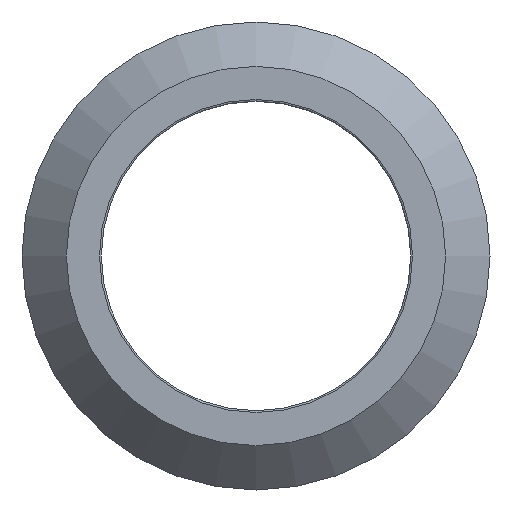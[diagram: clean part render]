
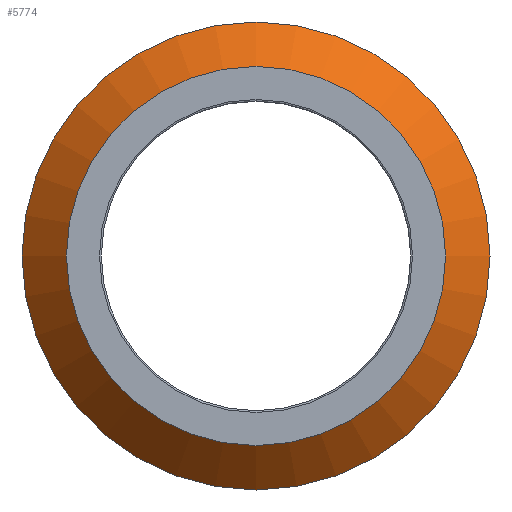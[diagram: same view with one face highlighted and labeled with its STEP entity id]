
A CAD part, left-side view. The second image highlights one B-rep face of the part: STEP entity #5774.
In plain terms, the highlighted conical face has half-angle 45 degrees and reference radius 15.126 mm.
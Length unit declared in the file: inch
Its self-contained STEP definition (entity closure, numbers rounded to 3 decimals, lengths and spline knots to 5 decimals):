
#14=CONICAL_SURFACE('',#6203,0.5955,0.785);
#673=FACE_OUTER_BOUND('',#1024,.T.);
#1024=EDGE_LOOP('',(#5396,#5397,#5398,#5399,#5400,#5401));
#1431=CIRCLE('',#6172,0.658);
#1432=CIRCLE('',#6173,0.658);
#1445=CIRCLE('',#6192,0.533);
#1446=CIRCLE('',#6193,0.533);
#1853=LINE('',#12631,#2254);
#2254=VECTOR('',#7424,0.5955);
#2813=VERTEX_POINT('',#12579);
#2814=VERTEX_POINT('',#12581);
#2825=VERTEX_POINT('',#12613);
#2826=VERTEX_POINT('',#12614);
#3664=EDGE_CURVE('',#2813,#2814,#1431,.T.);
#3665=EDGE_CURVE('',#2814,#2813,#1432,.T.);
#3679=EDGE_CURVE('',#2825,#2826,#1445,.T.);
#3680=EDGE_CURVE('',#2826,#2825,#1446,.T.);
#3687=EDGE_CURVE('',#2813,#2826,#1853,.T.);
#5396=ORIENTED_EDGE('',*,*,#3665,.F.);
#5397=ORIENTED_EDGE('',*,*,#3664,.F.);
#5398=ORIENTED_EDGE('',*,*,#3687,.T.);
#5399=ORIENTED_EDGE('',*,*,#3680,.T.);
#5400=ORIENTED_EDGE('',*,*,#3679,.T.);
#5401=ORIENTED_EDGE('',*,*,#3687,.F.);
#5774=ADVANCED_FACE('',(#673),#14,.T.);
#6172=AXIS2_PLACEMENT_3D('',#12582,#7359,#7360);
#6173=AXIS2_PLACEMENT_3D('',#12583,#7361,#7362);
#6192=AXIS2_PLACEMENT_3D('',#12615,#7400,#7401);
#6193=AXIS2_PLACEMENT_3D('',#12616,#7402,#7403);
#6203=AXIS2_PLACEMENT_3D('',#12630,#7422,#7423);
#7359=DIRECTION('center_axis',(1.,0.,0.));
#7360=DIRECTION('ref_axis',(0.,0.,-1.));
#7361=DIRECTION('center_axis',(1.,0.,0.));
#7362=DIRECTION('ref_axis',(0.,0.,-1.));
#7400=DIRECTION('center_axis',(1.,0.,0.));
#7401=DIRECTION('ref_axis',(0.,0.,-1.));
#7402=DIRECTION('center_axis',(1.,0.,0.));
#7403=DIRECTION('ref_axis',(0.,0.,-1.));
#7422=DIRECTION('center_axis',(1.,0.,0.));
#7423=DIRECTION('ref_axis',(0.,1.,0.));
#7424=DIRECTION('',(-0.707,0.707,0.));
#12579=CARTESIAN_POINT('',(0.125,-0.658,0.));
#12581=CARTESIAN_POINT('',(0.125,0.658,0.));
#12582=CARTESIAN_POINT('Origin',(0.125,0.,0.));
#12583=CARTESIAN_POINT('Origin',(0.125,0.,0.));
#12613=CARTESIAN_POINT('',(0.,0.533,0.));
#12614=CARTESIAN_POINT('',(0.,-0.533,0.));
#12615=CARTESIAN_POINT('Origin',(0.,0.,0.));
#12616=CARTESIAN_POINT('Origin',(0.,0.,0.));
#12630=CARTESIAN_POINT('Origin',(0.0625,0.,0.));
#12631=CARTESIAN_POINT('',(0.0625,-0.5955,0.));
